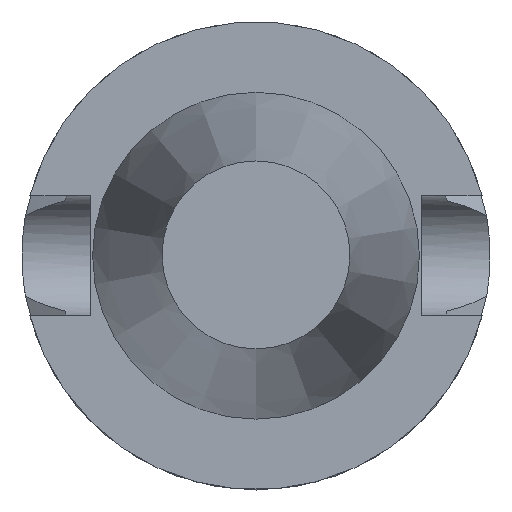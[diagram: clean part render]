
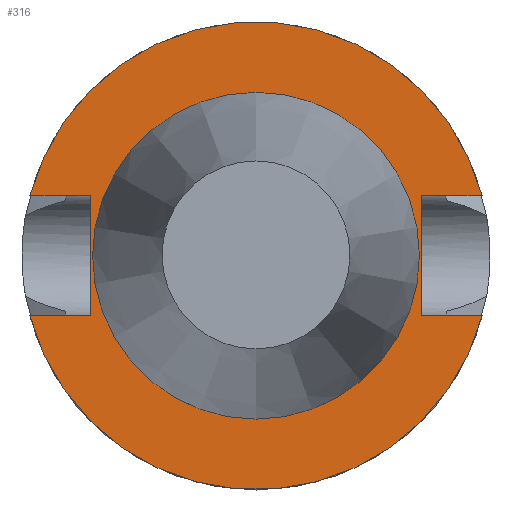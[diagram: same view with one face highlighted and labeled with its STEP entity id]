
A CAD part, top view. The second image highlights one B-rep face of the part: STEP entity #316.
In plain terms, the highlighted planar face has unit normal (0, 0, 1).
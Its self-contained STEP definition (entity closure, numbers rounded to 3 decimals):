
#129=EDGE_CURVE('240[2]',#369,#370,#371,.T.);
#136=EDGE_CURVE('240[2]',#381,#382,#383,.T.);
#159=EDGE_CURVE('240[2]',#419,#381,#420,.T.);
#178=EDGE_CURVE('240[2]',#369,#445,#446,.T.);
#195=EDGE_CURVE('240[2]',#445,#470,#471,.T.);
#265=EDGE_CURVE('240[2]',#382,#370,#565,.T.);
#271=EDGE_CURVE('240[2]',#419,#393,#572,.T.);
#316=ADVANCED_FACE('240[2]',(#629,#630),#631,.T.);
#324=EDGE_CURVE('240[2]',#640,#640,#641,.T.);
#326=EDGE_CURVE('240[2]',#470,#393,#643,.T.);
#369=VERTEX_POINT('',#684);
#370=VERTEX_POINT('',#685);
#371=CIRCLE('',#686,50.0);
#381=VERTEX_POINT('',#699);
#382=VERTEX_POINT('',#700);
#383=LINE('',#701,#702);
#393=VERTEX_POINT('',#724);
#419=VERTEX_POINT('',#770);
#420=LINE('',#771,#772);
#445=VERTEX_POINT('',#816);
#446=LINE('',#817,#818);
#470=VERTEX_POINT('',#860);
#471=LINE('',#861,#862);
#565=LINE('',#1099,#1100);
#572=CIRCLE('',#1122,50.0);
#629=FACE_BOUND('',#1253,.T.);
#630=FACE_OUTER_BOUND('',#1254,.T.);
#631=PLANE('',#1255);
#640=VERTEX_POINT('',#1393);
#641=CIRCLE('',#1394,34.925);
#643=LINE('',#1397,#1398);
#684=CARTESIAN_POINT('',(48.321,-12.85,-3.0));
#685=CARTESIAN_POINT('',(-48.321,-12.85,-3.0));
#686=AXIS2_PLACEMENT_3D('',#1428,#1429,#1430);
#699=CARTESIAN_POINT('',(-35.4,12.85,-3.));
#700=CARTESIAN_POINT('',(-35.4,-12.85,-3.0));
#701=CARTESIAN_POINT('',(-35.4,14.806,-3.));
#702=VECTOR('',#1446,1.0);
#724=CARTESIAN_POINT('',(48.321,12.85,-3.0));
#770=CARTESIAN_POINT('',(-48.321,12.85,-3.0));
#771=CARTESIAN_POINT('',(-17.7,12.85,-3.));
#772=VECTOR('',#1478,1.0);
#816=CARTESIAN_POINT('',(35.4,-12.85,-3.0));
#817=CARTESIAN_POINT('',(17.7,-12.85,-3.0));
#818=VECTOR('',#1512,1.0);
#860=CARTESIAN_POINT('',(35.4,12.85,-3.));
#861=CARTESIAN_POINT('',(35.4,21.231,-3.));
#862=VECTOR('',#1545,1.0);
#1099=CARTESIAN_POINT('',(-17.7,-12.85,-3.0));
#1100=VECTOR('',#1643,1.0);
#1122=AXIS2_PLACEMENT_3D('',#1645,#1646,#1647);
#1253=EDGE_LOOP('',(#1716));
#1254=EDGE_LOOP('',(#1717,#1718,#1719,#1720,#1721,#1722,#1723,#1724));
#1255=AXIS2_PLACEMENT_3D('',#1725,#1726,#1727);
#1393=CARTESIAN_POINT('',(0.,34.925,-3.0));
#1394=AXIS2_PLACEMENT_3D('',#1729,#1730,#1731);
#1397=CARTESIAN_POINT('',(17.7,12.85,-3.));
#1398=VECTOR('',#1732,1.0);
#1428=CARTESIAN_POINT('',(0.,0.,-3.0));
#1429=DIRECTION('',(0.,0.,-1.0));
#1430=DIRECTION('',(0.,1.0,0.));
#1446=DIRECTION('',(-0.0,-1.0,0.));
#1478=DIRECTION('',(1.0,0.0,0.));
#1512=DIRECTION('',(-1.0,0.0,0.));
#1545=DIRECTION('',(-0.0,1.0,0.));
#1643=DIRECTION('',(-1.0,0.0,0.));
#1645=CARTESIAN_POINT('',(0.,0.,-3.0));
#1646=DIRECTION('',(0.,0.,-1.0));
#1647=DIRECTION('',(0.,1.0,0.));
#1716=ORIENTED_EDGE('',*,*,#324,.T.);
#1717=ORIENTED_EDGE('',*,*,#159,.T.);
#1718=ORIENTED_EDGE('',*,*,#136,.T.);
#1719=ORIENTED_EDGE('',*,*,#265,.T.);
#1720=ORIENTED_EDGE('',*,*,#129,.F.);
#1721=ORIENTED_EDGE('',*,*,#178,.T.);
#1722=ORIENTED_EDGE('',*,*,#195,.T.);
#1723=ORIENTED_EDGE('',*,*,#326,.T.);
#1724=ORIENTED_EDGE('',*,*,#271,.F.);
#1725=CARTESIAN_POINT('',(0.,42.463,-3.));
#1726=DIRECTION('',(0.,0.,1.0));
#1727=DIRECTION('',(1.0,0.,0.0));
#1729=CARTESIAN_POINT('',(0.,0.,-3.0));
#1730=DIRECTION('',(0.,0.,-1.0));
#1731=DIRECTION('',(0.,1.0,0.));
#1732=DIRECTION('',(1.0,0.0,0.));
